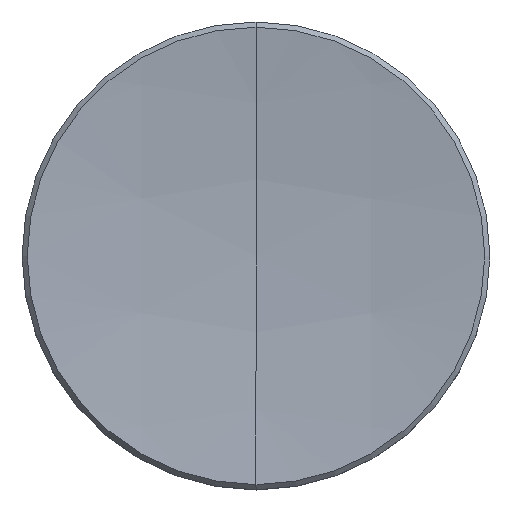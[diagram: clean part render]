
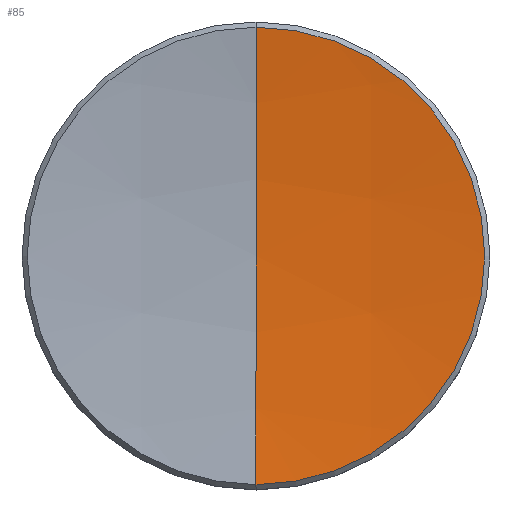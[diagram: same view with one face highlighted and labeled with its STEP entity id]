
A CAD part, top view. The second image highlights one B-rep face of the part: STEP entity #85.
In plain terms, the highlighted spherical face has radius 49.083 mm.
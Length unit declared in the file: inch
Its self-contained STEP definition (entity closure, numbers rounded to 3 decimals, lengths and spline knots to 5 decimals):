
#3 = EDGE_CURVE ( 'NONE', #94, #86, #106, .T. ) ;
#4 = CARTESIAN_POINT ( 'NONE',  ( 0., 0., 0.05094 ) ) ;
#5 = EDGE_LOOP ( 'NONE', ( #254, #93, #322 ) ) ;
#7 = DIRECTION ( 'NONE',  ( -1., 0., 0. ) ) ;
#24 = AXIS2_PLACEMENT_3D ( 'NONE', #114, #259, #178 ) ;
#35 = AXIS2_PLACEMENT_3D ( 'NONE', #200, #92, #217 ) ;
#53 = AXIS2_PLACEMENT_3D ( 'NONE', #303, #196, #280 ) ;
#66 = DIRECTION ( 'NONE',  ( 0., -1., 0. ) ) ;
#85 = ADVANCED_FACE ( 'NONE', ( #326 ), #100, .F. ) ;
#86 = VERTEX_POINT ( 'NONE', #120 ) ;
#92 = DIRECTION ( 'NONE',  ( -1., 0., 0. ) ) ;
#93 = ORIENTED_EDGE ( 'NONE', *, *, #3, .T. ) ;
#94 = VERTEX_POINT ( 'NONE', #4 ) ;
#98 = EDGE_CURVE ( 'NONE', #86, #207, #319, .T. ) ;
#100 = SPHERICAL_SURFACE ( 'NONE', #35, 1.9324 ) ;
#106 = CIRCLE ( 'NONE', #126, 1.9324 ) ;
#114 = CARTESIAN_POINT ( 'NONE',  ( 0., 0., 0.06646 ) ) ;
#120 = CARTESIAN_POINT ( 'NONE',  ( 0., -0.24443, 0.06646 ) ) ;
#126 = AXIS2_PLACEMENT_3D ( 'NONE', #139, #7, #66 ) ;
#139 = CARTESIAN_POINT ( 'NONE',  ( 0., 0., 1.98334 ) ) ;
#178 = DIRECTION ( 'NONE',  ( 0., -1., 0. ) ) ;
#181 = CIRCLE ( 'NONE', #53, 1.9324 ) ;
#195 = EDGE_CURVE ( 'NONE', #94, #207, #181, .T. ) ;
#196 = DIRECTION ( 'NONE',  ( 1., 0., 0. ) ) ;
#200 = CARTESIAN_POINT ( 'NONE',  ( 0., 0., 1.98334 ) ) ;
#207 = VERTEX_POINT ( 'NONE', #311 ) ;
#217 = DIRECTION ( 'NONE',  ( 0., 1., 0. ) ) ;
#254 = ORIENTED_EDGE ( 'NONE', *, *, #195, .F. ) ;
#259 = DIRECTION ( 'NONE',  ( 0., 0., 1. ) ) ;
#280 = DIRECTION ( 'NONE',  ( 0., 0., -1. ) ) ;
#303 = CARTESIAN_POINT ( 'NONE',  ( 0., 0., 1.98334 ) ) ;
#311 = CARTESIAN_POINT ( 'NONE',  ( 0., 0.24443, 0.06646 ) ) ;
#319 = CIRCLE ( 'NONE', #24, 0.24443 ) ;
#322 = ORIENTED_EDGE ( 'NONE', *, *, #98, .T. ) ;
#326 = FACE_OUTER_BOUND ( 'NONE', #5, .T. ) ;
